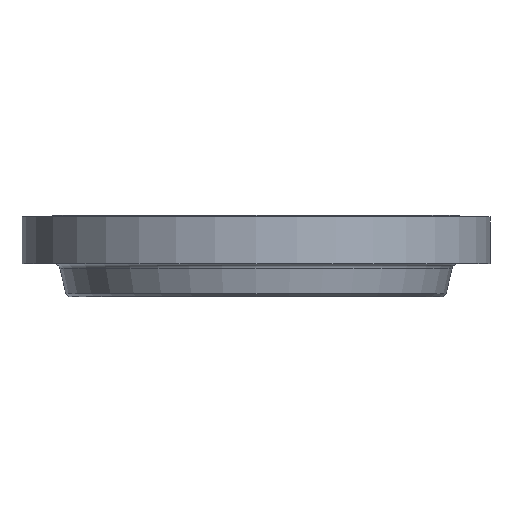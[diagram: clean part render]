
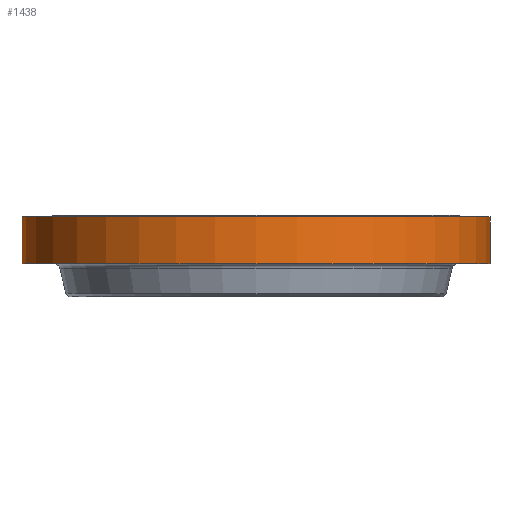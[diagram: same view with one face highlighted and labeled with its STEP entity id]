
A CAD part, front view. The second image highlights one B-rep face of the part: STEP entity #1438.
In plain terms, the highlighted cylindrical face has radius 784.225 mm (diameter 1568.45 mm), a partial arc.
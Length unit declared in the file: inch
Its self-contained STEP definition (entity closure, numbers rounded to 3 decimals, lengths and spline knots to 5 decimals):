
#46 = EDGE_CURVE ( 'NONE', #978, #849, #2352, .T. ) ;
#56 = ORIENTED_EDGE ( 'NONE', *, *, #1738, .F. ) ;
#112 = CARTESIAN_POINT ( 'NONE',  ( -30.875, 0., -6.4375 ) ) ;
#352 = CIRCLE ( 'NONE', #2222, 30.875 ) ;
#365 = CARTESIAN_POINT ( 'NONE',  ( -30.875, 0., -0.25 ) ) ;
#407 = CARTESIAN_POINT ( 'NONE',  ( 0., 0., -6.4375 ) ) ;
#416 = EDGE_CURVE ( 'NONE', #1545, #1969, #352, .T. ) ;
#608 = ORIENTED_EDGE ( 'NONE', *, *, #416, .F. ) ;
#626 = DIRECTION ( 'NONE',  ( 1., 0., 0. ) ) ;
#657 = DIRECTION ( 'NONE',  ( 0., 0., 1. ) ) ;
#828 = CARTESIAN_POINT ( 'NONE',  ( 30.875, 0., -6.4375 ) ) ;
#849 = VERTEX_POINT ( 'NONE', #828 ) ;
#902 = CARTESIAN_POINT ( 'NONE',  ( 0., 0., -0.25 ) ) ;
#948 = EDGE_LOOP ( 'NONE', ( #56, #2653, #2087, #608 ) ) ;
#978 = VERTEX_POINT ( 'NONE', #112 ) ;
#1171 = CARTESIAN_POINT ( 'NONE',  ( 0., 0., 0. ) ) ;
#1176 = EDGE_CURVE ( 'NONE', #849, #1969, #1454, .T. ) ;
#1191 = LINE ( 'NONE', #1208, #1559 ) ;
#1208 = CARTESIAN_POINT ( 'NONE',  ( -30.875, 0., 0. ) ) ;
#1412 = DIRECTION ( 'NONE',  ( 0., 0., 1. ) ) ;
#1438 = ADVANCED_FACE ( 'NONE', ( #1868 ), #2073, .T. ) ;
#1454 = LINE ( 'NONE', #1483, #1684 ) ;
#1483 = CARTESIAN_POINT ( 'NONE',  ( 30.875, 0., 0. ) ) ;
#1503 = DIRECTION ( 'NONE',  ( 1., 0., 0. ) ) ;
#1545 = VERTEX_POINT ( 'NONE', #365 ) ;
#1559 = VECTOR ( 'NONE', #1412, 39.37008 ) ;
#1684 = VECTOR ( 'NONE', #2793, 39.37008 ) ;
#1738 = EDGE_CURVE ( 'NONE', #978, #1545, #1191, .T. ) ;
#1793 = AXIS2_PLACEMENT_3D ( 'NONE', #1171, #2527, #1835 ) ;
#1835 = DIRECTION ( 'NONE',  ( 1., 0., 0. ) ) ;
#1868 = FACE_OUTER_BOUND ( 'NONE', #948, .T. ) ;
#1891 = CARTESIAN_POINT ( 'NONE',  ( 30.875, 0., -0.25 ) ) ;
#1960 = DIRECTION ( 'NONE',  ( 0., 0., 1. ) ) ;
#1969 = VERTEX_POINT ( 'NONE', #1891 ) ;
#1974 = AXIS2_PLACEMENT_3D ( 'NONE', #407, #657, #1503 ) ;
#2073 = CYLINDRICAL_SURFACE ( 'NONE', #1793, 30.875 ) ;
#2087 = ORIENTED_EDGE ( 'NONE', *, *, #1176, .T. ) ;
#2222 = AXIS2_PLACEMENT_3D ( 'NONE', #902, #1960, #626 ) ;
#2352 = CIRCLE ( 'NONE', #1974, 30.875 ) ;
#2527 = DIRECTION ( 'NONE',  ( 0., 0., 1. ) ) ;
#2653 = ORIENTED_EDGE ( 'NONE', *, *, #46, .T. ) ;
#2793 = DIRECTION ( 'NONE',  ( 0., 0., 1. ) ) ;
